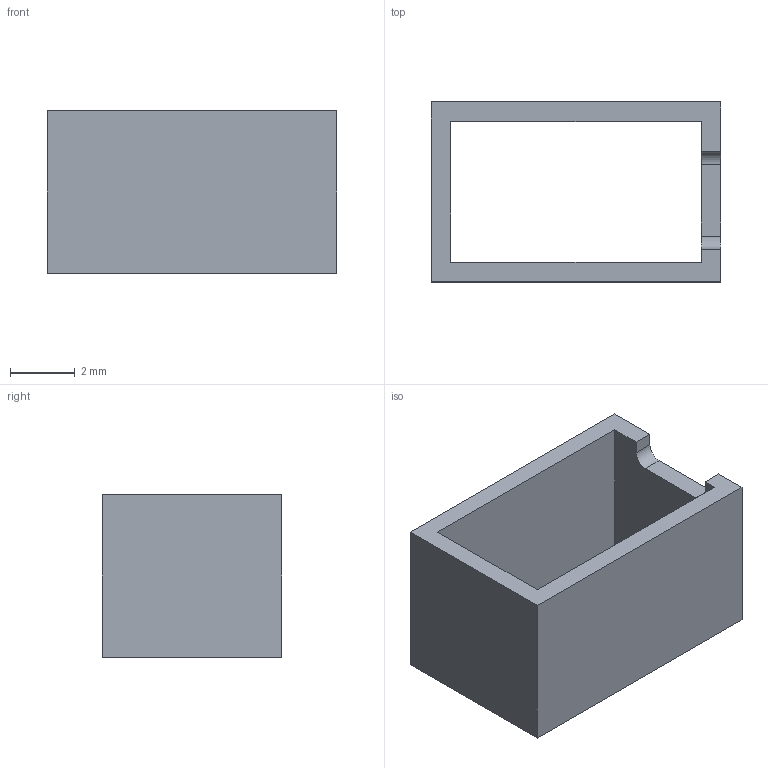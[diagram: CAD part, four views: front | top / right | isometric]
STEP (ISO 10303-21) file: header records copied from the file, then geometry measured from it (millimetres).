
FILE_DESCRIPTION(/* description */ (''),/* implementation_level */ '2;1');
FILE_NAME(/* name */ 'Chroma_sleeve.stp',/* time_stamp */ '2019-04-24T08:35:45+02:00',/* author */ ('veldhuijzen'),/* organization */ (''),/* preprocessor_version */ 'ST-DEVELOPER v17.2',/* originating_system */ 'Autodesk Inventor 2019',/* authorisation */ '');
FILE_SCHEMA (('AUTOMOTIVE_DESIGN { 1 0 10303 214 3 1 1 }'));
Length unit declared in the file: millimetre
Products named in the file (1): sleeve_chroma
Bounding box: 8.92 x 5.54 x 5 mm (x, y, z)
Volume: 78.2 mm3; surface area: 293.1 mm2
Topology: 1 solids, 1 shells, 15 faces, 42 edges, 28 vertices
Faces by surface type: plane 13, cylinder 2
Entity records: 525 total; most frequent: CARTESIAN_POINT 86, ORIENTED_EDGE 84, DIRECTION 78, EDGE_CURVE 42, LINE 38, VECTOR 38, VERTEX_POINT 28, AXIS2_PLACEMENT_3D 20
